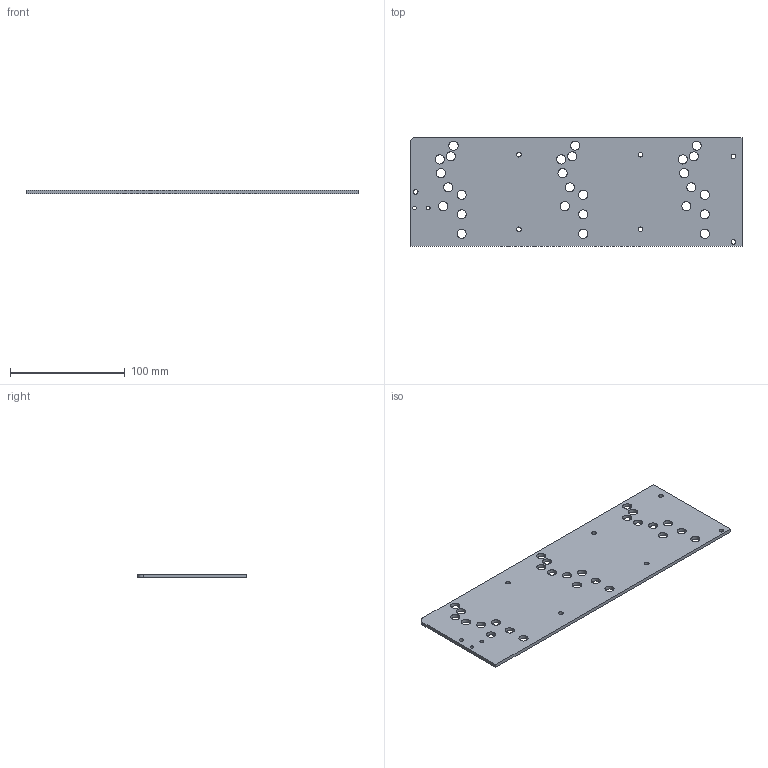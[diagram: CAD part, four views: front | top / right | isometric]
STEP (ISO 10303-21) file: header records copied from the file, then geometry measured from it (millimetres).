
FILE_DESCRIPTION(/* description */ (''),/* implementation_level */ '2;1');
FILE_NAME(/* name */ 'body_upper_sheet.stp',/* time_stamp */ '2019-02-14T13:03:15+03:00',/* author */ (''),/* organization */ (''),/* preprocessor_version */ 'ST-DEVELOPER v16.7',/* originating_system */ 'SIEMENS PLM Software NX 12.0',/* authorisation */ '');
FILE_SCHEMA (('AUTOMOTIVE_DESIGN { 1 0 10303 214 3 1 1 1 }'));
Length unit declared in the file: millimetre
Products named in the file (1): Lupa34E8B0E5wuah
Bounding box: 289.5 x 95 x 3 mm (x, y, z)
Volume: 78107.8 mm3; surface area: 56732.4 mm2
Topology: 1 solids, 1 shells, 43 faces, 123 edges, 82 vertices
Faces by surface type: cylinder 37, plane 6
Full cylindrical faces by diameter (mm): 3.2 x2, 4 x7, 8 x27
Entity records: 1458 total; most frequent: DIRECTION 251, CARTESIAN_POINT 214, ORIENTED_EDGE 174, EDGE_LOOP 151, FACE_BOUND 146, AXIS2_PLACEMENT_3D 119, EDGE_CURVE 87, VERTEX_POINT 82
